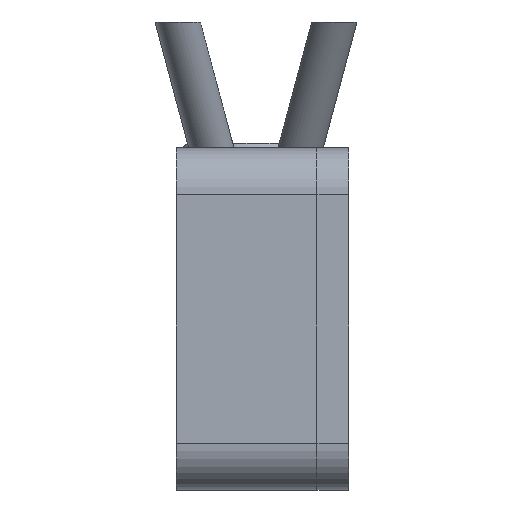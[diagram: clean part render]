
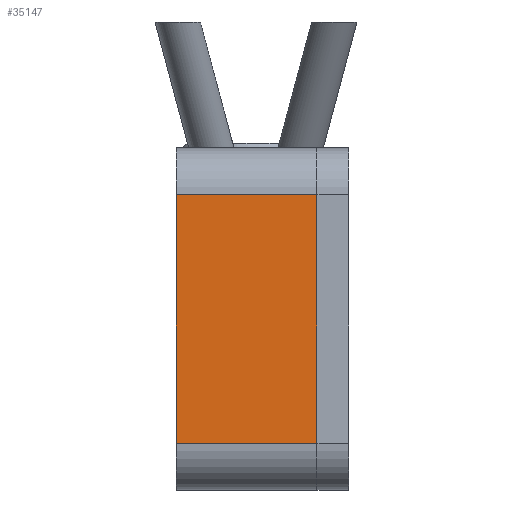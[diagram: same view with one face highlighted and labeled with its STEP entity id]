
A CAD part, left-side view. The second image highlights one B-rep face of the part: STEP entity #35147.
In plain terms, the highlighted planar face has unit normal (-1, 0, 0).
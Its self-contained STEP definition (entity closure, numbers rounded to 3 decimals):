
#2621=FACE_OUTER_BOUND('',#4467,.T.);
#4467=EDGE_LOOP('',(#31473,#31474,#31475,#31476));
#8817=LINE('',#54551,#13412);
#9241=LINE('',#55694,#13836);
#9315=LINE('',#56009,#13910);
#9316=LINE('',#56011,#13911);
#13412=VECTOR('',#43566,10.);
#13836=VECTOR('',#44466,10.);
#13910=VECTOR('',#44626,10.);
#13911=VECTOR('',#44629,10.);
#16701=VERTEX_POINT('',#54548);
#16702=VERTEX_POINT('',#54550);
#17029=VERTEX_POINT('',#55691);
#17030=VERTEX_POINT('',#55693);
#21348=EDGE_CURVE('',#16701,#16702,#8817,.T.);
#21845=EDGE_CURVE('',#17030,#17029,#9241,.F.);
#21925=EDGE_CURVE('',#17030,#16701,#9315,.T.);
#21926=EDGE_CURVE('',#16702,#17029,#9316,.T.);
#31473=ORIENTED_EDGE('',*,*,#21925,.F.);
#31474=ORIENTED_EDGE('',*,*,#21845,.T.);
#31475=ORIENTED_EDGE('',*,*,#21926,.F.);
#31476=ORIENTED_EDGE('',*,*,#21348,.F.);
#33737=PLANE('',#36823);
#35147=ADVANCED_FACE('',(#2621),#33737,.T.);
#36823=AXIS2_PLACEMENT_3D('',#56026,#44647,#44648);
#43566=DIRECTION('',(0.,0.,1.));
#44466=DIRECTION('',(0.,0.,-1.));
#44626=DIRECTION('',(0.,1.,0.));
#44629=DIRECTION('',(0.,-1.,0.));
#44647=DIRECTION('center_axis',(-1.,0.,0.));
#44648=DIRECTION('ref_axis',(0.,0.,1.));
#54548=CARTESIAN_POINT('',(-174.7,53.,-39.7));
#54550=CARTESIAN_POINT('',(-174.7,53.,39.7));
#54551=CARTESIAN_POINT('',(-174.7,53.,-39.7));
#55691=CARTESIAN_POINT('',(-174.7,8.,39.7));
#55693=CARTESIAN_POINT('',(-174.7,8.,-39.7));
#55694=CARTESIAN_POINT('',(-174.7,8.,-24.85));
#56009=CARTESIAN_POINT('',(-174.7,8.,-39.7));
#56011=CARTESIAN_POINT('',(-174.7,8.,39.7));
#56026=CARTESIAN_POINT('Origin',(-174.7,8.,-49.7));
